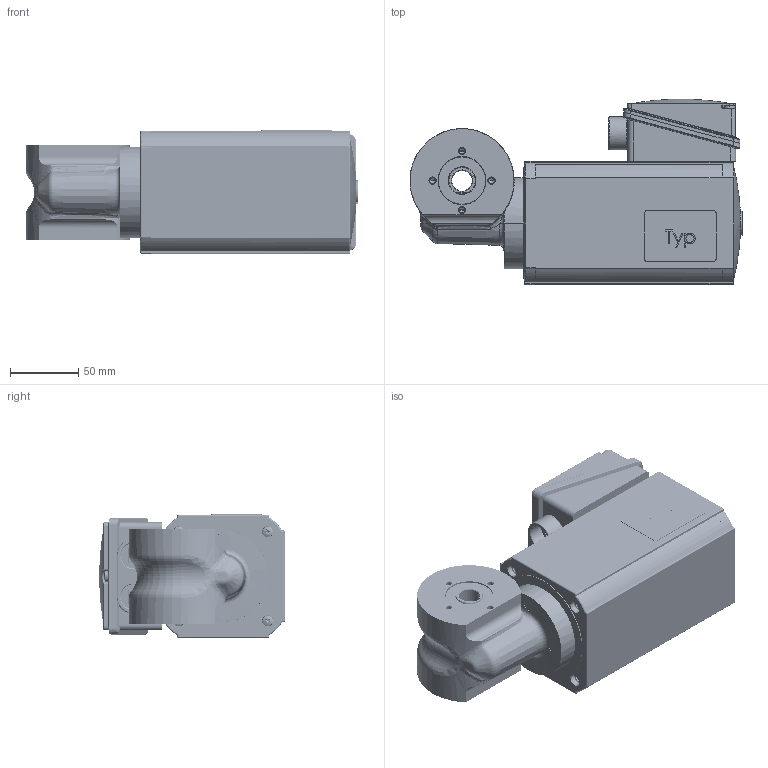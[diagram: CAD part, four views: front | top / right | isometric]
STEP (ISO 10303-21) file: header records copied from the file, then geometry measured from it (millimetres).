
FILE_DESCRIPTION (( 'STEP AP214' ), '1' );
FILE_NAME ('Motor IGKU80-80 mit Getr. VE31 2531577.STEP', '2019-04-12T09:47:22', ( 'gfeller' ), ( '' ), 'SwSTEP 2.0', 'SolidWorks 2017', '' );
FILE_SCHEMA (( 'AUTOMOTIVE_DESIGN' ));
Length unit declared in the file: millimetre
Products named in the file (1): Motor IGKU80-80 mit Getr. VE31 2531577
Bounding box: 242.5 x 135.5 x 90.5 mm (x, y, z)
Volume: 1474053.9 mm3; surface area: 271333.2 mm2
Topology: 36 solids, 93 shells, 4336 faces, 10401 edges, 6086 vertices
Faces by surface type: cylinder 1587, plane 1379, cone 588, torus 338, sphere 234, bspline 210
Entity records: 182309 total; most frequent: CARTESIAN_POINT 36827, DIRECTION 21308, ORIENTED_EDGE 20182, EDGE_CURVE 10091, AXIS2_PLACEMENT_3D 8518, VERTEX_POINT 6050, EDGE_LOOP 4633, CIRCLE 4391
